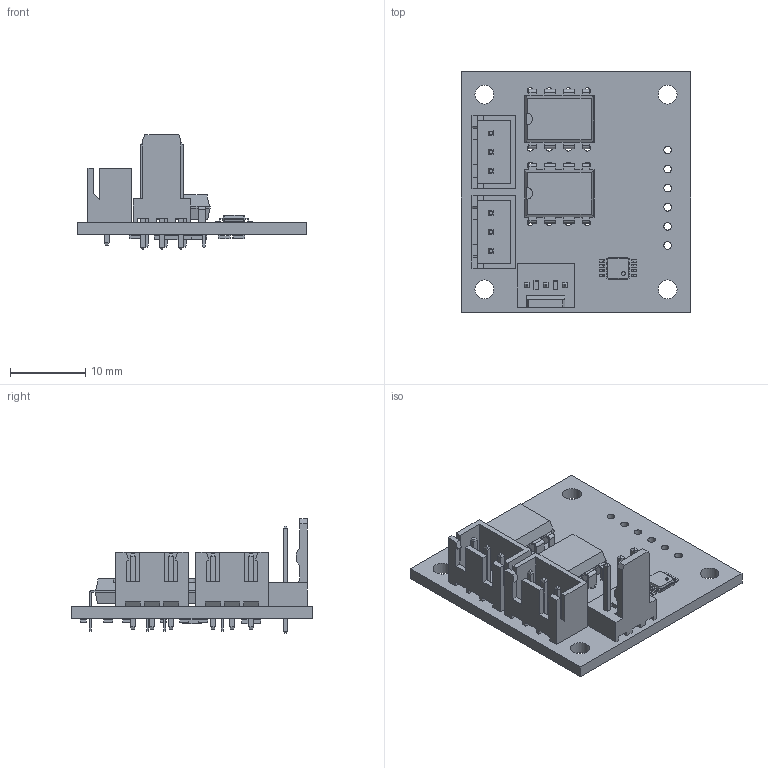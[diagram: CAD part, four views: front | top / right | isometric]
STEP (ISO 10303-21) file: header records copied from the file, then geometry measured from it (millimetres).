
FILE_DESCRIPTION(('KiCad electronic assembly'),'2;1');
FILE_NAME('galvo-schematic.step','2019-03-22T14:31:52',('An Author'),( 'A Company'),'Open CASCADE STEP processor 6.9', 'KiCad to STEP converter','Unknown');
FILE_SCHEMA(('AUTOMOTIVE_DESIGN { 1 0 10303 214 1 1 1 1 }'));
Length unit declared in the file: millimetre
Products named in the file (17): Open CASCADE STEP translator 6.9 1; JST-XH-Thru-3Pin-2.54mm; SOLID; Molex_KK-254_AE-6410-03A_1x03_P2.54mm_Vertical; DIP-8_W7.62mm; AB2_POT_TRIM; R_2010_5025Metric; R_0603_1608Metric; R_0805_2012Metric; MSOP-8_3x3mm_P0.65mm; COMPOUND
Assembly tree (26 placements, depth 3):
  Open CASCADE STEP translator 6.9 1
    JST-XH-Thru-3Pin-2.54mm  x2
      SOLID
    Molex_KK-254_AE-6410-03A_1x03_P2.54mm_Vertical
      SOLID
    DIP-8_W7.62mm  x2
      SOLID
    AB2_POT_TRIM  x4
    R_2010_5025Metric  x2
      SOLID
    R_0603_1608Metric  x2
      SOLID
    R_0805_2012Metric  x4
      SOLID
    MSOP-8_3x3mm_P0.65mm
      SOLID
    COMPOUND
Bounding box: 30.48 x 32 x 15.26 mm (x, y, z)
Volume: 2390.7 mm3; surface area: 4526.6 mm2
Topology: 15 solids, 55 shells, 1342 faces, 3389 edges, 2170 vertices
Faces by surface type: plane 1025, cylinder 167, bspline 150
Full cylindrical faces by diameter (mm): 0.5 x1, 0.813 x16, 1.016 x12, 1.2 x3, 2.5 x4
Entity records: 60434 total; most frequent: CARTESIAN_POINT 16102, DIRECTION 6566, LINE 4521, VECTOR 4521, ORIENTED_EDGE 3998, PCURVE 3998, DEFINITIONAL_REPRESENTATION 3998, EDGE_CURVE 1999
